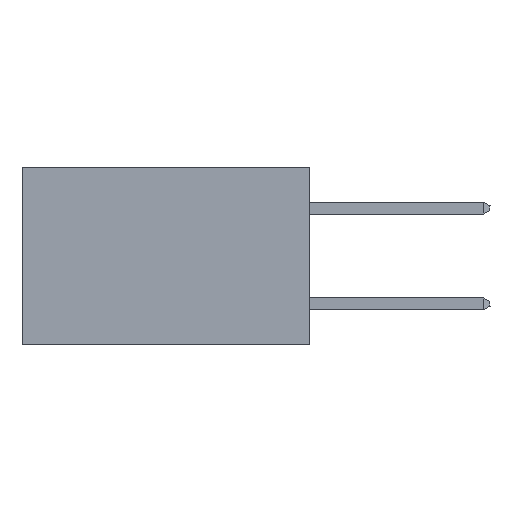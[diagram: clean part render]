
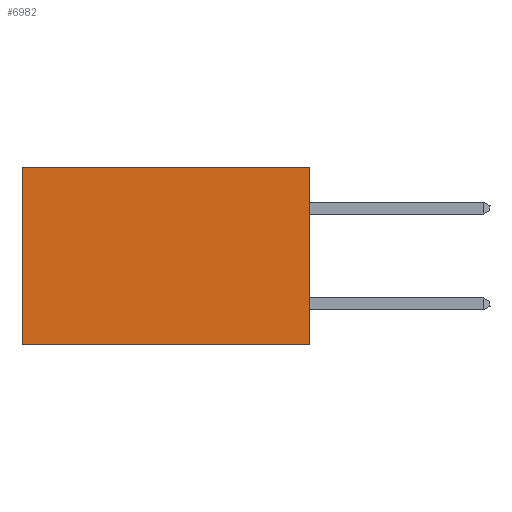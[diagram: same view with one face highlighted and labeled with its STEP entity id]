
A CAD part, left-side view. The second image highlights one B-rep face of the part: STEP entity #6982.
In plain terms, the highlighted planar face has unit normal (-1, 0, 0).
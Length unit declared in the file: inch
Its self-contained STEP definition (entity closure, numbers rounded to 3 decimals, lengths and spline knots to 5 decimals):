
#524 = LINE ( 'NONE', #6699, #16436 ) ;
#1267 = LINE ( 'NONE', #7286, #2054 ) ;
#2054 = VECTOR ( 'NONE', #13566, 39.37008 ) ;
#2275 = EDGE_CURVE ( 'NONE', #20404, #9695, #1267, .T. ) ;
#2653 = EDGE_CURVE ( 'NONE', #9695, #12168, #13849, .T. ) ;
#3472 = VERTEX_POINT ( 'NONE', #22105 ) ;
#3605 = VECTOR ( 'NONE', #7578, 39.37008 ) ;
#4186 = PLANE ( 'NONE',  #8415 ) ;
#4327 = CARTESIAN_POINT ( 'NONE',  ( 0.2875, 0., 0. ) ) ;
#4395 = EDGE_CURVE ( 'NONE', #20404, #3472, #21377, .T. ) ;
#5389 = ORIENTED_EDGE ( 'NONE', *, *, #4395, .T. ) ;
#6003 = EDGE_CURVE ( 'NONE', #3472, #12168, #524, .T. ) ;
#6699 = CARTESIAN_POINT ( 'NONE',  ( 0.2875, 0.6, 0. ) ) ;
#6982 = ADVANCED_FACE ( 'NONE', ( #17198 ), #4186, .F. ) ;
#7286 = CARTESIAN_POINT ( 'NONE',  ( 0.2875, 0., 0. ) ) ;
#7392 = ORIENTED_EDGE ( 'NONE', *, *, #6003, .T. ) ;
#7578 = DIRECTION ( 'NONE',  ( 0., 1., 0. ) ) ;
#8415 = AXIS2_PLACEMENT_3D ( 'NONE', #11026, #14373, #16030 ) ;
#8775 = VECTOR ( 'NONE', #11841, 39.37008 ) ;
#9695 = VERTEX_POINT ( 'NONE', #21349 ) ;
#9754 = EDGE_LOOP ( 'NONE', ( #7392, #16521, #12216, #5389 ) ) ;
#11026 = CARTESIAN_POINT ( 'NONE',  ( 0.2875, 0., 0. ) ) ;
#11841 = DIRECTION ( 'NONE',  ( 0., 1., 0. ) ) ;
#12168 = VERTEX_POINT ( 'NONE', #17494 ) ;
#12216 = ORIENTED_EDGE ( 'NONE', *, *, #2275, .F. ) ;
#13566 = DIRECTION ( 'NONE',  ( 0., 0., -1. ) ) ;
#13849 = LINE ( 'NONE', #18769, #8775 ) ;
#14373 = DIRECTION ( 'NONE',  ( 1., 0., 0. ) ) ;
#16030 = DIRECTION ( 'NONE',  ( 0., 0., -1. ) ) ;
#16436 = VECTOR ( 'NONE', #19328, 39.37008 ) ;
#16521 = ORIENTED_EDGE ( 'NONE', *, *, #2653, .F. ) ;
#17198 = FACE_OUTER_BOUND ( 'NONE', #9754, .T. ) ;
#17494 = CARTESIAN_POINT ( 'NONE',  ( 0.2875, 0.6, -0.37 ) ) ;
#18769 = CARTESIAN_POINT ( 'NONE',  ( 0.2875, 0., -0.37 ) ) ;
#19328 = DIRECTION ( 'NONE',  ( 0., 0., -1. ) ) ;
#20404 = VERTEX_POINT ( 'NONE', #4327 ) ;
#21218 = CARTESIAN_POINT ( 'NONE',  ( 0.2875, 0., 0. ) ) ;
#21349 = CARTESIAN_POINT ( 'NONE',  ( 0.2875, 0., -0.37 ) ) ;
#21377 = LINE ( 'NONE', #21218, #3605 ) ;
#22105 = CARTESIAN_POINT ( 'NONE',  ( 0.2875, 0.6, 0. ) ) ;
